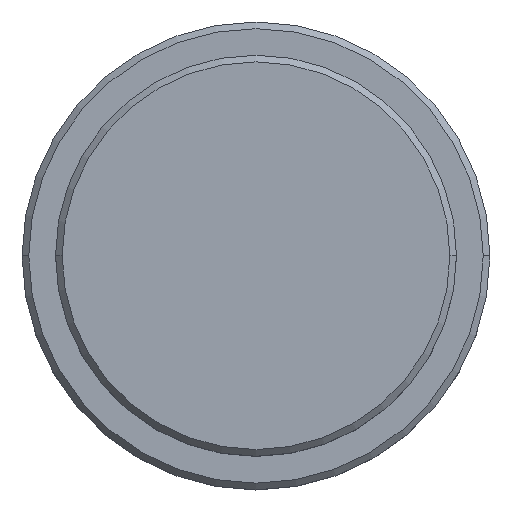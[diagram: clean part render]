
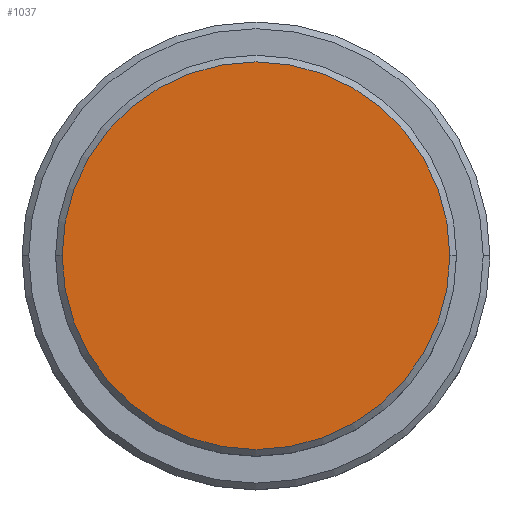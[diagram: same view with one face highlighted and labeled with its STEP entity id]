
A CAD part, top view. The second image highlights one B-rep face of the part: STEP entity #1037.
In plain terms, the highlighted planar face has unit normal (0, 0, 1).
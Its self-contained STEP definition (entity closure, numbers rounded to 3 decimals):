
#106 = AXIS2_PLACEMENT_3D ( 'NONE', #585, #263, #1213 ) ;
#116 = VERTEX_POINT ( 'NONE', #1236 ) ;
#123 = EDGE_CURVE ( 'NONE', #125, #116, #631, .T. ) ;
#125 = VERTEX_POINT ( 'NONE', #684 ) ;
#151 = DIRECTION ( 'NONE',  ( 1., 0., 0. ) ) ;
#170 = FACE_OUTER_BOUND ( 'NONE', #983, .T. ) ;
#263 = DIRECTION ( 'NONE',  ( 0., 0., 1. ) ) ;
#515 = AXIS2_PLACEMENT_3D ( 'NONE', #609, #1019, #151 ) ;
#585 = CARTESIAN_POINT ( 'NONE',  ( 0., 0., 0. ) ) ;
#595 = DIRECTION ( 'NONE',  ( 1., 0., 0. ) ) ;
#609 = CARTESIAN_POINT ( 'NONE',  ( 0., 0., 0. ) ) ;
#631 = CIRCLE ( 'NONE', #106, 14.5 ) ;
#684 = CARTESIAN_POINT ( 'NONE',  ( 14.5, 0., 0. ) ) ;
#702 = CARTESIAN_POINT ( 'NONE',  ( 0., 0., 0. ) ) ;
#766 = CIRCLE ( 'NONE', #515, 14.5 ) ;
#983 = EDGE_LOOP ( 'NONE', ( #1369, #1332 ) ) ;
#1019 = DIRECTION ( 'NONE',  ( 0., 0., 1. ) ) ;
#1037 = ADVANCED_FACE ( 'NONE', ( #170 ), #1257, .T. ) ;
#1180 = AXIS2_PLACEMENT_3D ( 'NONE', #702, #1372, #595 ) ;
#1213 = DIRECTION ( 'NONE',  ( 1., 0., 0. ) ) ;
#1236 = CARTESIAN_POINT ( 'NONE',  ( -14.5, 0., 0. ) ) ;
#1257 = PLANE ( 'NONE',  #1180 ) ;
#1327 = EDGE_CURVE ( 'NONE', #116, #125, #766, .T. ) ;
#1332 = ORIENTED_EDGE ( 'NONE', *, *, #123, .T. ) ;
#1369 = ORIENTED_EDGE ( 'NONE', *, *, #1327, .T. ) ;
#1372 = DIRECTION ( 'NONE',  ( 0., 0., 1. ) ) ;
